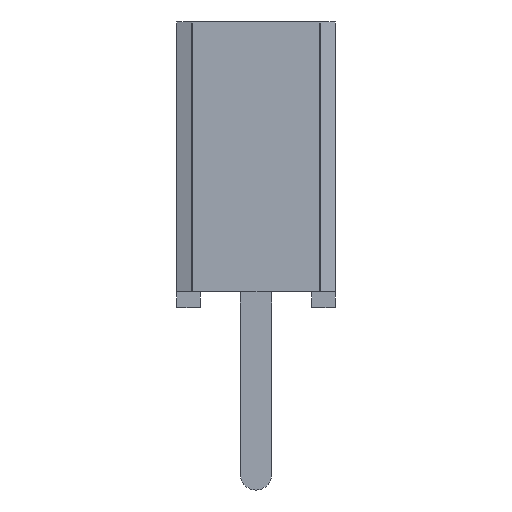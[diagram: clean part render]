
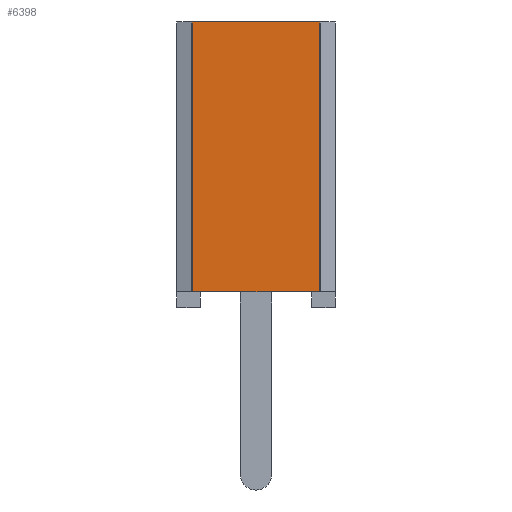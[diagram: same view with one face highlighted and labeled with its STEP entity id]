
A CAD part, left-side view. The second image highlights one B-rep face of the part: STEP entity #6398.
In plain terms, the highlighted planar face has unit normal (-1, 0, 0).
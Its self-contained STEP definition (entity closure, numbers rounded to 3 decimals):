
#6398 = ADVANCED_FACE('',(#6399),#6433,.F.);
#6399 = FACE_BOUND('',#6400,.T.);
#6400 = EDGE_LOOP('',(#6401,#6411,#6419,#6427));
#6401 = ORIENTED_EDGE('',*,*,#6402,.T.);
#6402 = EDGE_CURVE('',#6403,#6405,#6407,.T.);
#6403 = VERTEX_POINT('',#6404);
#6404 = CARTESIAN_POINT('',(-17.894,1.026,4.572));
#6405 = VERTEX_POINT('',#6406);
#6406 = CARTESIAN_POINT('',(-17.894,1.026,0.254));
#6407 = LINE('',#6408,#6409);
#6408 = CARTESIAN_POINT('',(-17.894,1.026,4.572));
#6409 = VECTOR('',#6410,1.);
#6410 = DIRECTION('',(0.,0.,-1.));
#6411 = ORIENTED_EDGE('',*,*,#6412,.T.);
#6412 = EDGE_CURVE('',#6405,#6413,#6415,.T.);
#6413 = VERTEX_POINT('',#6414);
#6414 = CARTESIAN_POINT('',(-17.894,-1.026,0.254));
#6415 = LINE('',#6416,#6417);
#6416 = CARTESIAN_POINT('',(-17.894,0.889,0.254));
#6417 = VECTOR('',#6418,1.);
#6418 = DIRECTION('',(0.,-1.,0.));
#6419 = ORIENTED_EDGE('',*,*,#6420,.T.);
#6420 = EDGE_CURVE('',#6413,#6421,#6423,.T.);
#6421 = VERTEX_POINT('',#6422);
#6422 = CARTESIAN_POINT('',(-17.894,-1.026,4.572));
#6423 = LINE('',#6424,#6425);
#6424 = CARTESIAN_POINT('',(-17.894,-1.026,4.572));
#6425 = VECTOR('',#6426,1.);
#6426 = DIRECTION('',(0.,0.,1.));
#6427 = ORIENTED_EDGE('',*,*,#6428,.F.);
#6428 = EDGE_CURVE('',#6403,#6421,#6429,.T.);
#6429 = LINE('',#6430,#6431);
#6430 = CARTESIAN_POINT('',(-17.894,1.27,4.572));
#6431 = VECTOR('',#6432,1.);
#6432 = DIRECTION('',(0.,-1.,0.));
#6433 = PLANE('',#6434);
#6434 = AXIS2_PLACEMENT_3D('',#6435,#6436,#6437);
#6435 = CARTESIAN_POINT('',(-17.894,1.27,4.572));
#6436 = DIRECTION('',(1.,0.,0.));
#6437 = DIRECTION('',(0.,1.,0.));
